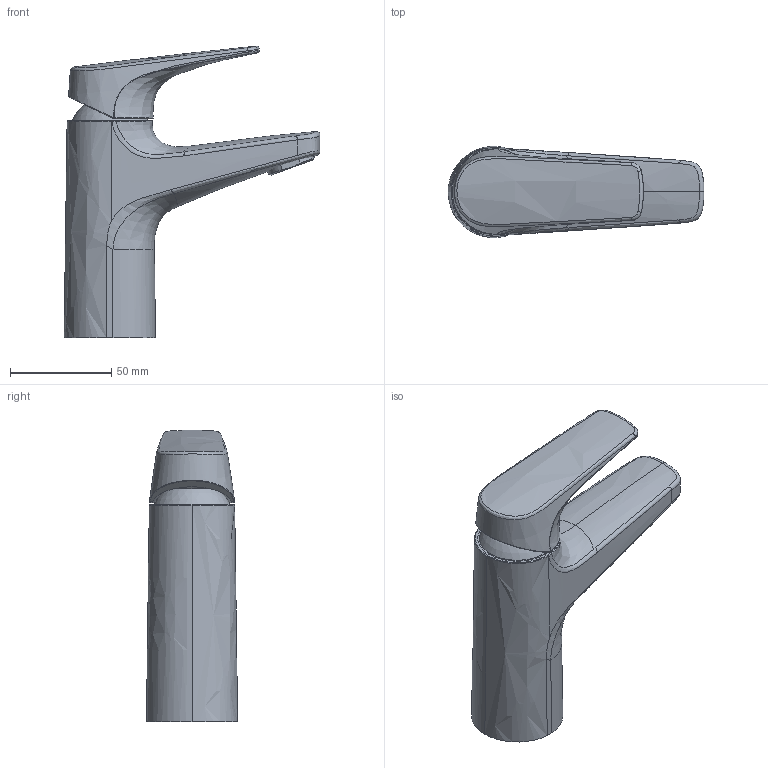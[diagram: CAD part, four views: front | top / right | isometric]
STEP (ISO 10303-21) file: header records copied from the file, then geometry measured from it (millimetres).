
FILE_DESCRIPTION(/* description */ ('Unknown'),/* implementation_level */ '2;1');
FILE_NAME(/* name */ '23752000',/* time_stamp */ '2022-09-08T14:28:45+02:00',/* author */ ('Unknown'),/* organization */ ('GROHE AG'),/* preprocessor_version */ 'ST-DEVELOPER v16.7',/* originating_system */ 'DEX',/* authorisation */ $);
FILE_SCHEMA (('AUTOMOTIVE_DESIGN {1 0 10303 214 3 1 1}'));
Products named in the file (5): 23752000; 40.2951.24300; 23752000_0; 23752000_1
Assembly tree (4 placements, depth 2):
  23752000
    23752000
    40.2951.24300
    23752000_0
    23752000_1
Bounding box: 126.04 x 44.96 x 143.71 mm (x, y, z)
Volume: 274116.8 mm3; surface area: 42284.9 mm2
Topology: 4 solids, 6 shells, 3198 faces, 8478 edges, 5624 vertices
Faces by surface type: plane 2109, cylinder 719, cone 265, bspline 94, torus 6, sphere 5
Full cylindrical faces by diameter (mm): 13.95 x1, 15.7 x1, 16.05 x1, 16.15 x1, 16.831 x1, 17.1 x1, 17.75 x2, 20.15 x1, 20.88 x1, 21.205 x1, 21.5 x1, 22.45 x2, 23.87 x1, 31.5 x1, 36.8 x1, 38.9 x2
Entity records: 134519 total; most frequent: CARTESIAN_POINT 34372, ORIENTED_EDGE 16822, DIRECTION 15869, EDGE_CURVE 8411, AXIS2_PLACEMENT_3D 5640, VERTEX_POINT 5601, LINE 4589, VECTOR 4589
